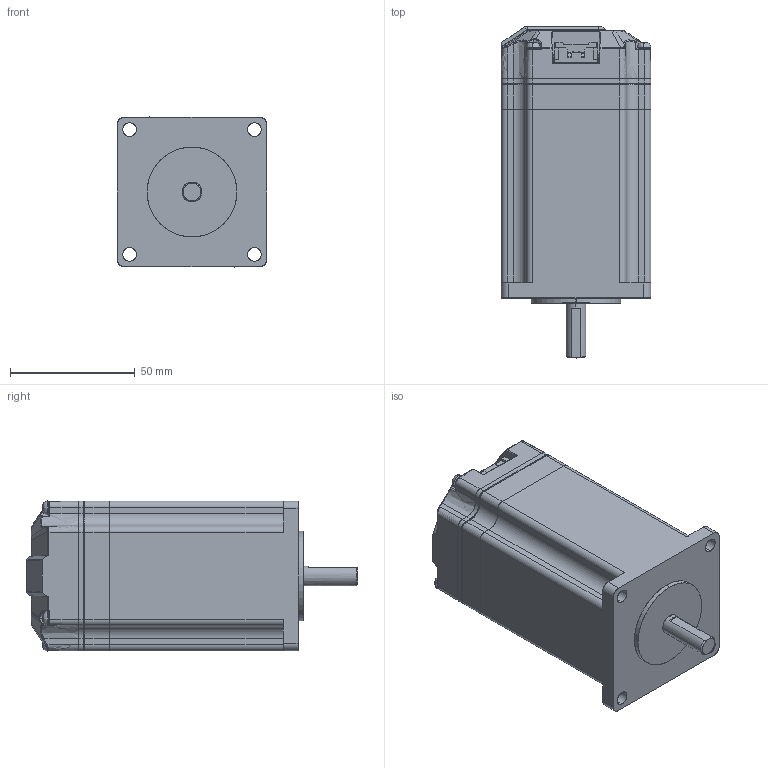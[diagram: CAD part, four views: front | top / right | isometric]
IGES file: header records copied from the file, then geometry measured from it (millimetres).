
Start section: SolidWorks IGES file using analytic representation for surfaces
Global section: file name: ESS24-30.IGS; native system: SolidWorks 2016; preprocessor: SolidWorks 2016; author: JL-PC; date: 191101.160310; units: millimetre
Bounding box: 60.1 x 133 x 60.1 mm (x, y, z)
Surface area: 84898.6 mm2 (no closed solid volume)
Topology: 0 solids, 0 shells, 1731 faces, 15471 edges, 15469 vertices
Faces by surface type: bspline 1207, revolution 524
